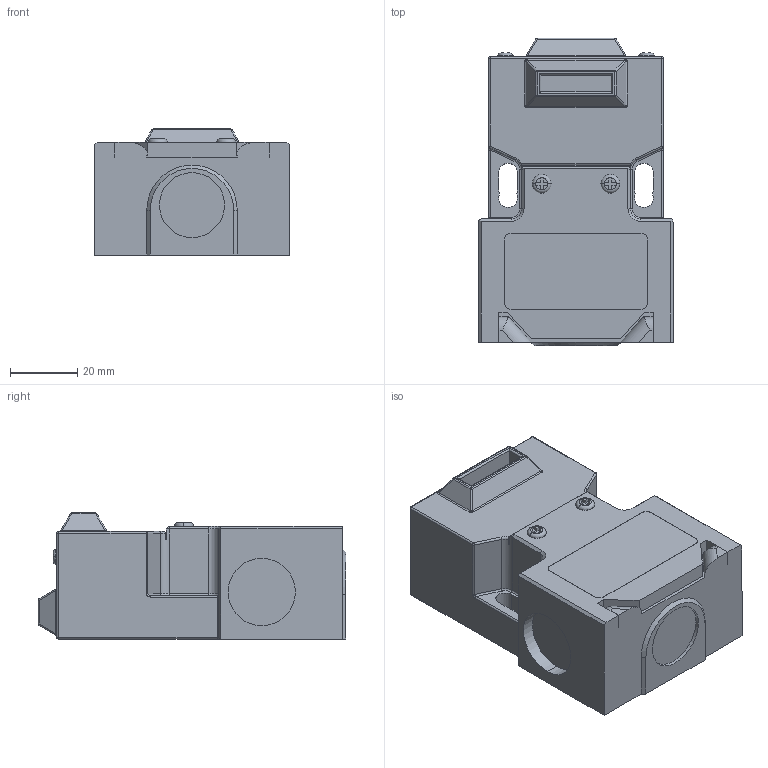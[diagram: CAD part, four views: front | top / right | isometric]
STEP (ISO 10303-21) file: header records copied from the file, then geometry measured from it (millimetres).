
FILE_DESCRIPTION (( 'STEP AP214' ), '1' );
FILE_NAME ('K-15-207005-SS.STEP', '2014-06-19T15:41:51', ( '' ), ( '' ), 'SwSTEP 2.0', 'SolidWorks 2013', '' );
FILE_SCHEMA (( 'AUTOMOTIVE_DESIGN' ));
Length unit declared in the file: millimetre
Products named in the file (1): K-15-207005-SS
Bounding box: 58 x 91.5 x 37.5 mm (x, y, z)
Volume: 139540.6 mm3; surface area: 23526.3 mm2
Topology: 1 solids, 1 shells, 308 faces, 784 edges, 480 vertices
Faces by surface type: plane 162, cylinder 91, torus 22, bspline 14, sphere 14, cone 5
Entity records: 11685 total; most frequent: CARTESIAN_POINT 2171, ORIENTED_EDGE 1552, DIRECTION 1482, EDGE_CURVE 776, AXIS2_PLACEMENT_3D 513, VERTEX_POINT 480, VECTOR 456, LINE 456
